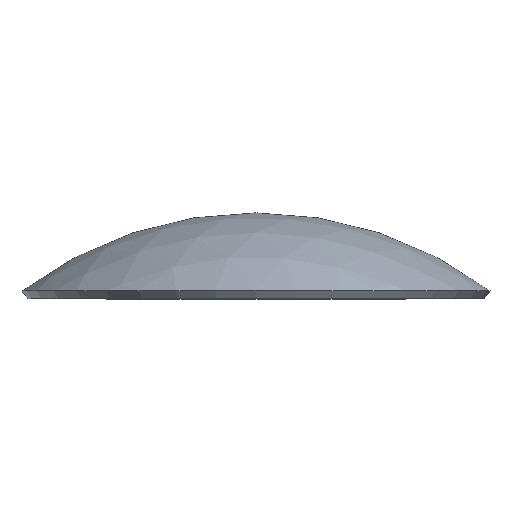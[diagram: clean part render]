
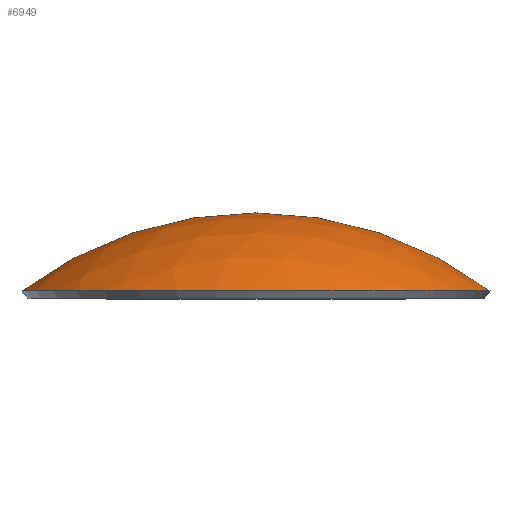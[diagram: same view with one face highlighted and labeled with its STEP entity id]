
A CAD part, top view. The second image highlights one B-rep face of the part: STEP entity #6949.
In plain terms, the highlighted spherical face has radius 100 mm.
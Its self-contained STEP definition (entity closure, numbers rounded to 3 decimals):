
#3419 = ORIENTED_EDGE ( 'NONE', *, *, #8856, .F. ) ;
#3421 = DIRECTION ( 'NONE',  ( 0., -1., 0. ) ) ;
#3938 = CIRCLE ( 'NONE', #10560, 60. ) ;
#6949 = ADVANCED_FACE ( 'NONE', ( #10226 ), #12162, .T. ) ;
#7164 = CARTESIAN_POINT ( 'NONE',  ( 60., 2., 0. ) ) ;
#7265 = CARTESIAN_POINT ( 'NONE',  ( 0., 2., 0. ) ) ;
#7906 = EDGE_LOOP ( 'NONE', ( #3419 ) ) ;
#8856 = EDGE_CURVE ( 'NONE', #10602, #10602, #3938, .T. ) ;
#9578 = DIRECTION ( 'NONE',  ( 0., 0., 1. ) ) ;
#10140 = DIRECTION ( 'NONE',  ( 1., 0., 0. ) ) ;
#10226 = FACE_OUTER_BOUND ( 'NONE', #7906, .T. ) ;
#10538 = DIRECTION ( 'NONE',  ( 1., 0., 0. ) ) ;
#10560 = AXIS2_PLACEMENT_3D ( 'NONE', #7265, #3421, #10140 ) ;
#10602 = VERTEX_POINT ( 'NONE', #7164 ) ;
#11055 = AXIS2_PLACEMENT_3D ( 'NONE', #11383, #9578, #10538 ) ;
#11383 = CARTESIAN_POINT ( 'NONE',  ( 0., -78., 0. ) ) ;
#12162 = SPHERICAL_SURFACE ( 'NONE', #11055, 100. ) ;
